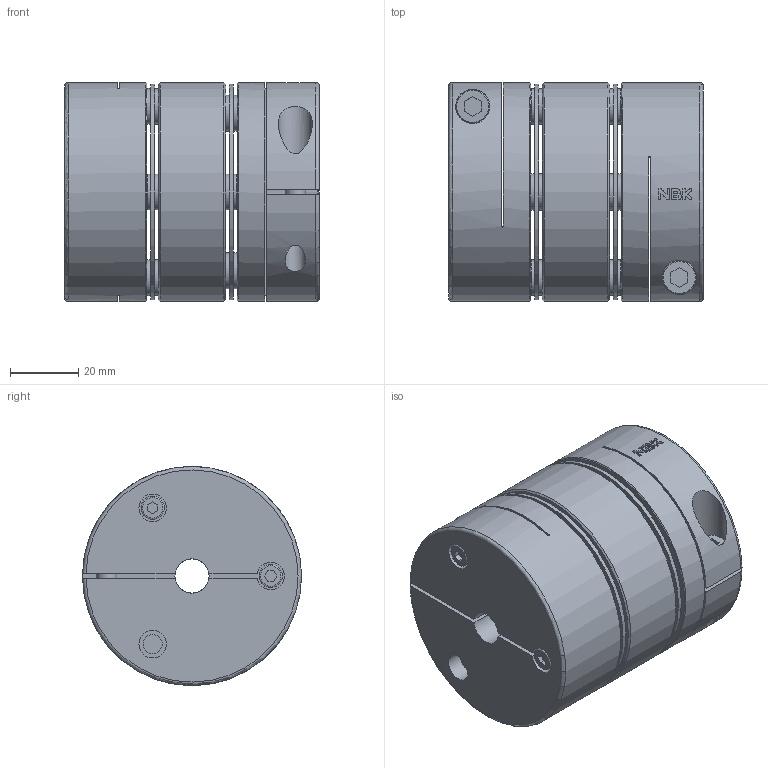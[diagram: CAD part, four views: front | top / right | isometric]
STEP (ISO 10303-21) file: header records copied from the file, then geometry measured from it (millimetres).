
FILE_DESCRIPTION(/* description */ ('STEP AP214'),/* implementation_level */ '2;1');
FILE_NAME(/* name */ 'XHW-64C-10-10',/* time_stamp */ '2024-06-05T11:26:28+02:00',/* author */ ('License CC BY-ND 4.0'),/* organization */ ('CADENAS'),/* preprocessor_version */ 'ST-DEVELOPER v19.3',/* originating_system */ 'PARTsolutions',/* authorisation */ ' ');
FILE_SCHEMA (('AUTOMOTIVE_DESIGN {1 0 10303 214 3 1 1}'));
Length unit declared in the file: millimetre
Products named in the file (5): XHW-64C-10-10; XHW-64C - 10-10 - Hub 1-2.0; XHW-64C - Disk-2.0; XHW-64C_Spacer_2.0; XHW-64C - 10-10 - Hub 2-2.0
Assembly tree (5 placements, depth 2):
  XHW-64C-10-10
    XHW-64C - 10-10 - Hub 1-2.0
    XHW-64C - Disk-2.0  x2
    XHW-64C_Spacer_2.0
    XHW-64C - 10-10 - Hub 2-2.0
Bounding box: 74.4 x 64 x 64 mm (x, y, z)
Volume: 192749.3 mm3; surface area: 55613.4 mm2
Topology: 5 solids, 5 shells, 197 faces, 465 edges, 309 vertices
Faces by surface type: plane 121, cylinder 62, cone 8, torus 6
Full cylindrical faces by diameter (mm): 5.6 x4, 6 x4, 6.8 x4, 8 x4, 10 x4, 10.5 x16, 36 x3, 63 x2, 64 x3
Entity records: 5333 total; most frequent: CARTESIAN_POINT 1005, DIRECTION 876, ORIENTED_EDGE 760, EDGE_CURVE 380, AXIS2_PLACEMENT_3D 323, EDGE_LOOP 296, FACE_BOUND 296, VERTEX_POINT 282
